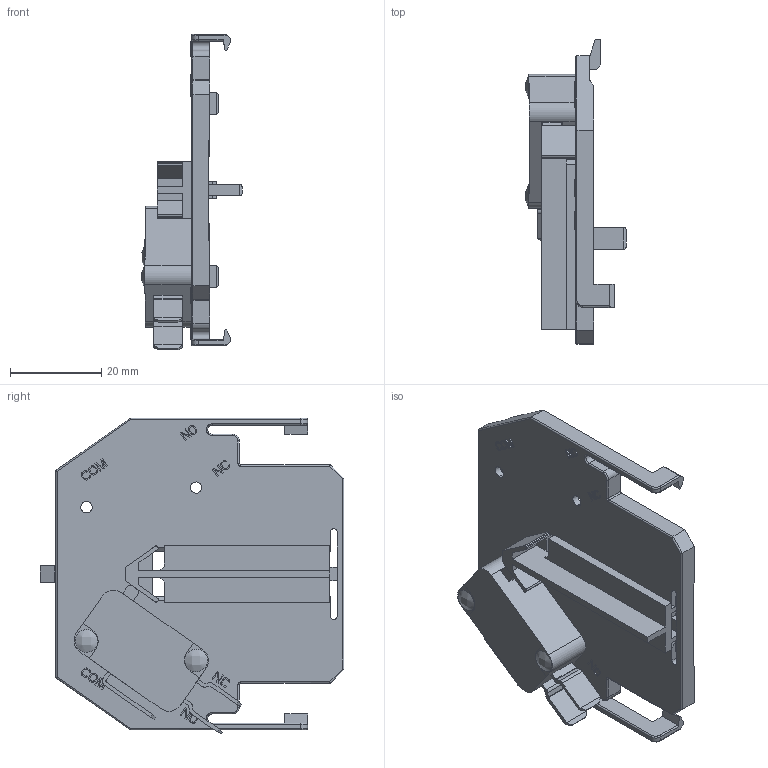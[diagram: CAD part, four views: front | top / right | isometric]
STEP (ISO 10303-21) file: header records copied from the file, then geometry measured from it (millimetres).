
FILE_DESCRIPTION (( 'STEP AP203' ), '1' );
FILE_NAME ('WDPAXFD11.STEP', '2023-05-24T17:18:12', ( '' ), ( '' ), 'SwSTEP 2.0', 'SolidWorks 2021', '' );
FILE_SCHEMA (( 'CONFIG_CONTROL_DESIGN' ));
Length unit declared in the file: inch
Products named in the file (1): WDPAXFD11
Bounding box: 22.01 x 66.8 x 69.35 mm (x, y, z)
Volume: 12577.5 mm3; surface area: 15700.1 mm2
Topology: 5 solids, 5 shells, 936 faces, 2610 edges, 1718 vertices
Faces by surface type: plane 745, cylinder 171, bspline 16, cone 4
Entity records: 30204 total; most frequent: CARTESIAN_POINT 5977, ORIENTED_EDGE 5212, DIRECTION 4712, EDGE_CURVE 2606, LINE 2242, VECTOR 2242, VERTEX_POINT 1718, AXIS2_PLACEMENT_3D 1235
